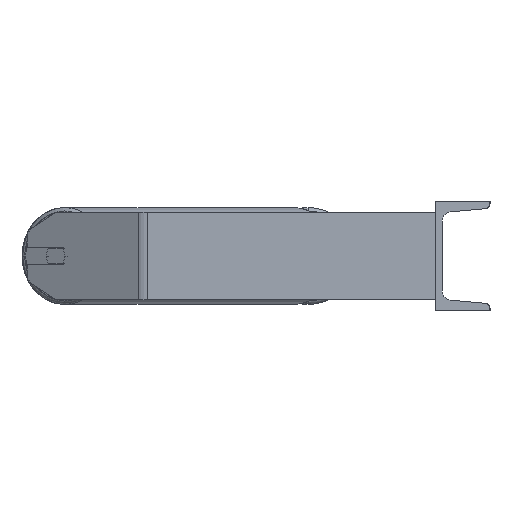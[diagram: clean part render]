
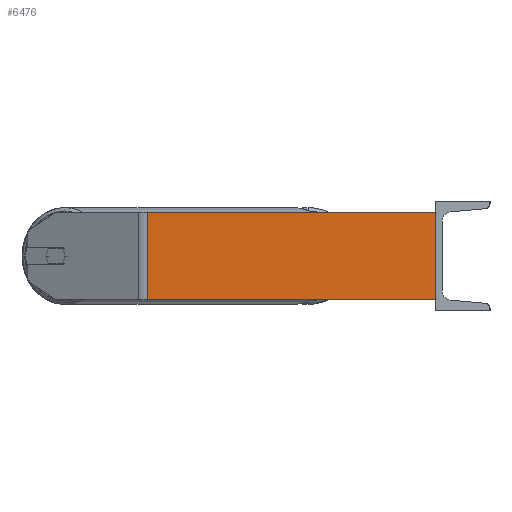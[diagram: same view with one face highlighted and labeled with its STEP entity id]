
A CAD part, left-side view. The second image highlights one B-rep face of the part: STEP entity #6476.
In plain terms, the highlighted planar face has unit normal (-1, 0, 0).
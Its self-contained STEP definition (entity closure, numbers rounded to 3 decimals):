
#656 = CARTESIAN_POINT ( 'NONE',  ( -685., 264.558, 40. ) ) ;
#677 = DIRECTION ( 'NONE',  ( 0., -1., 0. ) ) ;
#803 = VERTEX_POINT ( 'NONE', #8462 ) ;
#1118 = LINE ( 'NONE', #2419, #5903 ) ;
#1177 = CARTESIAN_POINT ( 'NONE',  ( -685., 268.845, -40. ) ) ;
#1297 = LINE ( 'NONE', #4279, #2665 ) ;
#2024 = EDGE_LOOP ( 'NONE', ( #3071, #2361, #4922, #5119 ) ) ;
#2048 = EDGE_CURVE ( 'NONE', #4006, #2385, #1297, .T. ) ;
#2146 = AXIS2_PLACEMENT_3D ( 'NONE', #2611, #6162, #4702 ) ;
#2361 = ORIENTED_EDGE ( 'NONE', *, *, #3961, .F. ) ;
#2385 = VERTEX_POINT ( 'NONE', #7590 ) ;
#2419 = CARTESIAN_POINT ( 'NONE',  ( -685., 0., 40. ) ) ;
#2506 = VECTOR ( 'NONE', #677, 1000. ) ;
#2611 = CARTESIAN_POINT ( 'NONE',  ( -685., 268.845, 40. ) ) ;
#2665 = VECTOR ( 'NONE', #6424, 1000. ) ;
#3071 = ORIENTED_EDGE ( 'NONE', *, *, #7592, .T. ) ;
#3422 = VERTEX_POINT ( 'NONE', #8586 ) ;
#3470 = LINE ( 'NONE', #5706, #4795 ) ;
#3561 = DIRECTION ( 'NONE',  ( 0., -1., 0. ) ) ;
#3961 = EDGE_CURVE ( 'NONE', #3422, #803, #1118, .T. ) ;
#4006 = VERTEX_POINT ( 'NONE', #656 ) ;
#4279 = CARTESIAN_POINT ( 'NONE',  ( -685., 264.558, 40. ) ) ;
#4702 = DIRECTION ( 'NONE',  ( 0., 1., 0. ) ) ;
#4795 = VECTOR ( 'NONE', #3561, 1000. ) ;
#4922 = ORIENTED_EDGE ( 'NONE', *, *, #8143, .F. ) ;
#5119 = ORIENTED_EDGE ( 'NONE', *, *, #2048, .T. ) ;
#5200 = DIRECTION ( 'NONE',  ( 0., 0., -1. ) ) ;
#5487 = PLANE ( 'NONE',  #2146 ) ;
#5706 = CARTESIAN_POINT ( 'NONE',  ( -685., 268.845, 40. ) ) ;
#5903 = VECTOR ( 'NONE', #5200, 1000. ) ;
#6162 = DIRECTION ( 'NONE',  ( 1., 0., 0. ) ) ;
#6424 = DIRECTION ( 'NONE',  ( 0., 0., -1. ) ) ;
#6476 = ADVANCED_FACE ( 'NONE', ( #8129 ), #5487, .F. ) ;
#7442 = LINE ( 'NONE', #1177, #2506 ) ;
#7590 = CARTESIAN_POINT ( 'NONE',  ( -685., 264.558, -40. ) ) ;
#7592 = EDGE_CURVE ( 'NONE', #2385, #803, #7442, .T. ) ;
#8129 = FACE_OUTER_BOUND ( 'NONE', #2024, .T. ) ;
#8143 = EDGE_CURVE ( 'NONE', #4006, #3422, #3470, .T. ) ;
#8462 = CARTESIAN_POINT ( 'NONE',  ( -685., 0., -40. ) ) ;
#8586 = CARTESIAN_POINT ( 'NONE',  ( -685., 0., 40. ) ) ;
